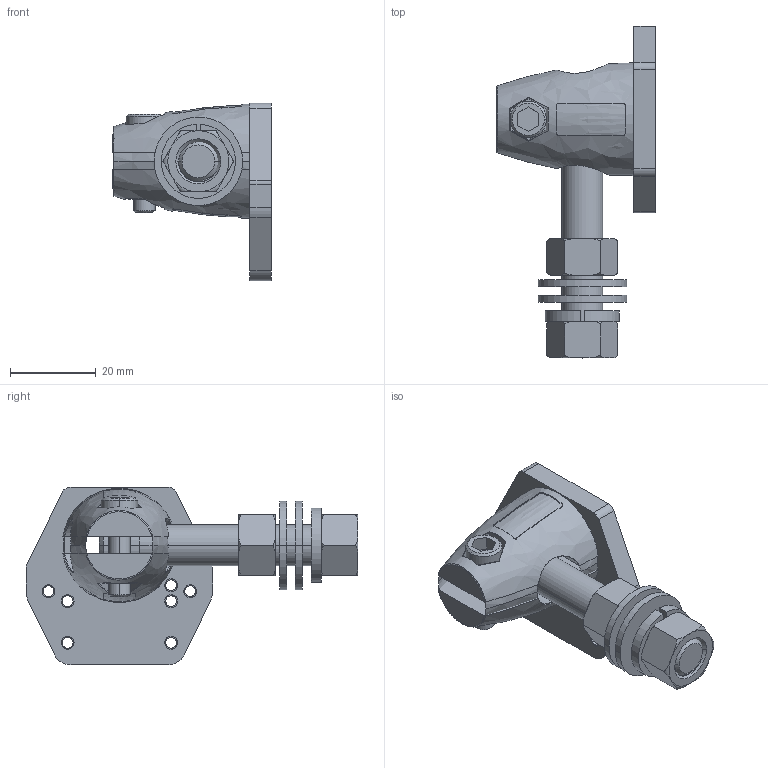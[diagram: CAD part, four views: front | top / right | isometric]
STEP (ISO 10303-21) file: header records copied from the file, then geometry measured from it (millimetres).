
FILE_DESCRIPTION((''),'2;1');
FILE_NAME('179640_ASM','2014-11-06T',('pdmadmin'),(''),'PRO/ENGINEER BY PARAMETRIC TECHNOLOGY CORPORATION, 2013230','PRO/ENGINEER BY PARAMETRIC TECHNOLOGY CORPORATION, 2013230','');
FILE_SCHEMA(('CONFIG_CONTROL_DESIGN'));
Length unit declared in the file: inch
Products named in the file (9): 3_8X2_HEX_SHCS; 129461; M5_X_18_HEX_SHCS; 5_HEX_NUT; 179541; 130464; 130459; 3_8_FLAT_WASHER; 179640_ASM
Assembly tree (11 placements, depth 2):
  179640_ASM
    3_8X2_HEX_SHCS
    129461  x2
    M5_X_18_HEX_SHCS
    5_HEX_NUT
    179541
    130464  x2
    130459
    3_8_FLAT_WASHER  x2
Bounding box: 36.97 x 77.35 x 41.3 mm (x, y, z)
Volume: 22915.2 mm3; surface area: 17677.1 mm2
Topology: 11 solids, 20 shells, 285 faces, 736 edges, 484 vertices
Faces by surface type: plane 113, cylinder 100, torus 26, bspline 22, cone 20, sphere 4
Entity records: 8739 total; most frequent: CARTESIAN_POINT 3773, DIRECTION 1005, ORIENTED_EDGE 958, EDGE_CURVE 500, AXIS2_PLACEMENT_3D 394, VERTEX_POINT 328, EDGE_LOOP 228, VECTOR 217
